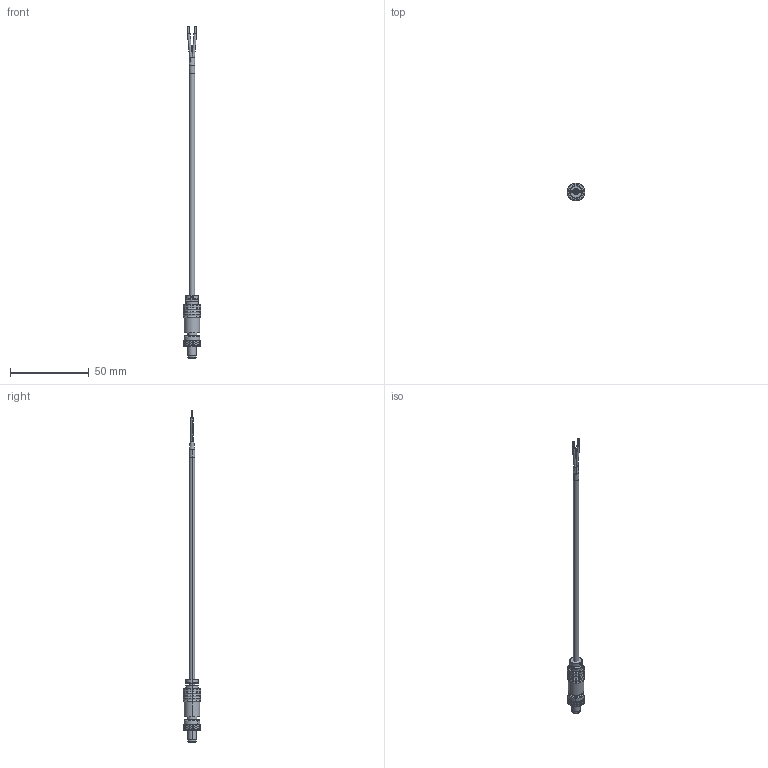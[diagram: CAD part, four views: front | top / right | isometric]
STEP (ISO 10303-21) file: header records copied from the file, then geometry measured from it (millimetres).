
FILE_DESCRIPTION (( 'STEP AP203' ), '1' );
FILE_NAME ('10-00112.step', '2016-09-15T23:30:58', ( '' ), ( '' ), 'SwSTEP 2.0', 'SolidWorks 2015', '' );
FILE_SCHEMA (( 'CONFIG_CONTROL_DESIGN' ));
Length unit declared in the file: millimetre
Products named in the file (10): 50-00010 shell 2; 50-00010; 50-00010 interior shell; 50-00010 shell; 50-00010 pin; 50-00010 insulator; 24-00016; 10-00112; 30-00004_wst; 50-00010 locking ring
Assembly tree (9 placements, depth 3):
  10-00112
    30-00004_wst
    24-00016
    50-00010
      50-00010 insulator
      50-00010 interior shell
      50-00010 locking ring
      50-00010 pin
      50-00010 shell 2
      50-00010 shell
Bounding box: 11 x 11 x 210.8 mm (x, y, z)
Volume: 3322.1 mm3; surface area: 7293.8 mm2
Topology: 93 solids, 93 shells, 2145 faces, 4767 edges, 2830 vertices
Faces by surface type: plane 805, bspline 788, cylinder 474, torus 58, cone 20
Entity records: 83045 total; most frequent: CARTESIAN_POINT 42779, ORIENTED_EDGE 9530, DIRECTION 5298, EDGE_CURVE 4765, B_SPLINE_CURVE_WITH_KNOTS 2921, VERTEX_POINT 2830, EDGE_LOOP 2181, ADVANCED_FACE 2145
